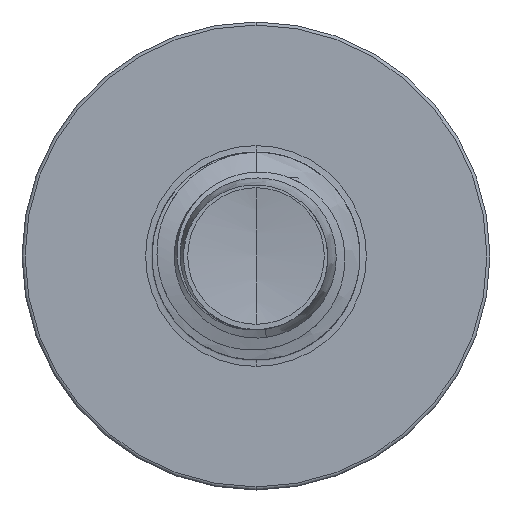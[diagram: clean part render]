
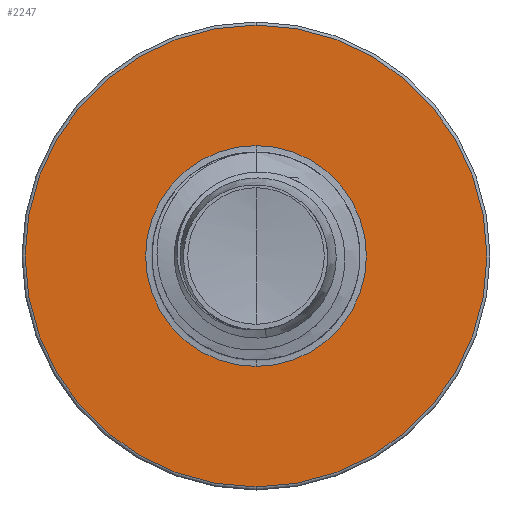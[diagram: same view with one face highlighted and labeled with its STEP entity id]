
A CAD part, front view. The second image highlights one B-rep face of the part: STEP entity #2247.
In plain terms, the highlighted planar face has unit normal (0, -1, 0).
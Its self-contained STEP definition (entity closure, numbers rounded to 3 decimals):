
#116 = AXIS2_PLACEMENT_3D ( 'NONE', #9748, #30399, #12771 ) ;
#2177 = CARTESIAN_POINT ( 'NONE',  ( 0., 20., -3.186 ) ) ;
#2247 = ADVANCED_FACE ( 'NONE', ( #37650, #24326 ), #10596, .F. ) ;
#2886 = ORIENTED_EDGE ( 'NONE', *, *, #21886, .F. ) ;
#3988 = CARTESIAN_POINT ( 'NONE',  ( 0., 20., 6.66 ) ) ;
#4410 = VERTEX_POINT ( 'NONE', #20548 ) ;
#4556 = ORIENTED_EDGE ( 'NONE', *, *, #18648, .T. ) ;
#4645 = EDGE_CURVE ( 'NONE', #36589, #18897, #28039, .T. ) ;
#6760 = CARTESIAN_POINT ( 'NONE',  ( 0., 20., 0. ) ) ;
#7316 = CARTESIAN_POINT ( 'NONE',  ( 0., 20., 0. ) ) ;
#9748 = CARTESIAN_POINT ( 'NONE',  ( 0., 20., 0. ) ) ;
#9755 = DIRECTION ( 'NONE',  ( 0., 0., 1. ) ) ;
#10436 = DIRECTION ( 'NONE',  ( 0., 0., 1. ) ) ;
#10467 = DIRECTION ( 'NONE',  ( 0., 1., 0. ) ) ;
#10568 = CARTESIAN_POINT ( 'NONE',  ( 0., 20., -3.186 ) ) ;
#10596 = PLANE ( 'NONE',  #13812 ) ;
#10799 = CIRCLE ( 'NONE', #33958, 6.66 ) ;
#12372 = EDGE_LOOP ( 'NONE', ( #4556, #23918 ) ) ;
#12771 = DIRECTION ( 'NONE',  ( 0., 0., 1. ) ) ;
#12834 = AXIS2_PLACEMENT_3D ( 'NONE', #7316, #12895, #19887 ) ;
#12895 = DIRECTION ( 'NONE',  ( 0., 1., 0. ) ) ;
#13573 = EDGE_LOOP ( 'NONE', ( #22203, #2886 ) ) ;
#13812 = AXIS2_PLACEMENT_3D ( 'NONE', #10568, #10467, #10436 ) ;
#13839 = CARTESIAN_POINT ( 'NONE',  ( 0., 20., 0. ) ) ;
#14101 = CIRCLE ( 'NONE', #17809, 3.186 ) ;
#16822 = DIRECTION ( 'NONE',  ( 0., 0., 1. ) ) ;
#17809 = AXIS2_PLACEMENT_3D ( 'NONE', #6760, #27497, #9755 ) ;
#18648 = EDGE_CURVE ( 'NONE', #4410, #37772, #14101, .T. ) ;
#18897 = VERTEX_POINT ( 'NONE', #24783 ) ;
#19887 = DIRECTION ( 'NONE',  ( 0., 0., 1. ) ) ;
#20548 = CARTESIAN_POINT ( 'NONE',  ( 0., 20., 3.186 ) ) ;
#21886 = EDGE_CURVE ( 'NONE', #18897, #36589, #10799, .T. ) ;
#22203 = ORIENTED_EDGE ( 'NONE', *, *, #4645, .F. ) ;
#23918 = ORIENTED_EDGE ( 'NONE', *, *, #33018, .T. ) ;
#24326 = FACE_BOUND ( 'NONE', #12372, .T. ) ;
#24783 = CARTESIAN_POINT ( 'NONE',  ( 0., 20., -6.66 ) ) ;
#27497 = DIRECTION ( 'NONE',  ( 0., 1., 0. ) ) ;
#28039 = CIRCLE ( 'NONE', #12834, 6.66 ) ;
#30399 = DIRECTION ( 'NONE',  ( 0., 1., 0. ) ) ;
#33018 = EDGE_CURVE ( 'NONE', #37772, #4410, #34926, .T. ) ;
#33958 = AXIS2_PLACEMENT_3D ( 'NONE', #13839, #34262, #16822 ) ;
#34262 = DIRECTION ( 'NONE',  ( 0., 1., 0. ) ) ;
#34926 = CIRCLE ( 'NONE', #116, 3.186 ) ;
#36589 = VERTEX_POINT ( 'NONE', #3988 ) ;
#37650 = FACE_OUTER_BOUND ( 'NONE', #13573, .T. ) ;
#37772 = VERTEX_POINT ( 'NONE', #2177 ) ;
